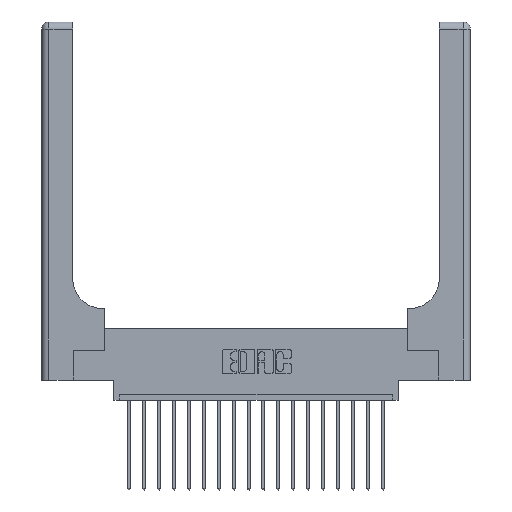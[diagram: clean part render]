
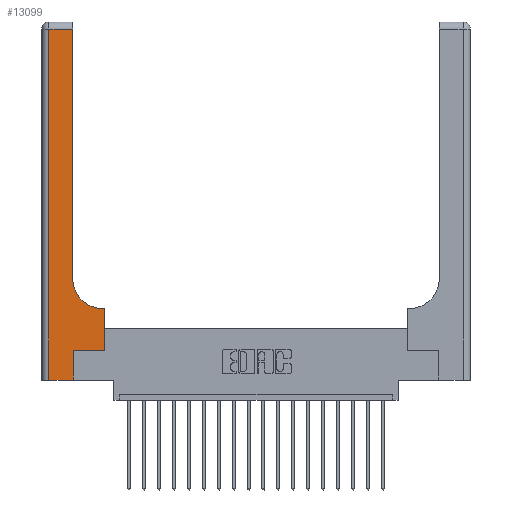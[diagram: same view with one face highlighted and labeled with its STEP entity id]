
A CAD part, top view. The second image highlights one B-rep face of the part: STEP entity #13099.
In plain terms, the highlighted planar face has unit normal (0, 0, 1).
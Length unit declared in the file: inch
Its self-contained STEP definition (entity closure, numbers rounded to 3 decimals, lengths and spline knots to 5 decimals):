
#206 = CARTESIAN_POINT ( 'NONE',  ( 0.265, 0.25, 0.37 ) ) ;
#229 = CARTESIAN_POINT ( 'NONE',  ( 0.528, 0.25, 0.37 ) ) ;
#361 = CARTESIAN_POINT ( 'NONE',  ( 0., 0., 0.37 ) ) ;
#454 = DIRECTION ( 'NONE',  ( -1., 0., 0. ) ) ;
#517 = CARTESIAN_POINT ( 'NONE',  ( 0.528, 0.25, 0.37 ) ) ;
#927 = EDGE_CURVE ( 'NONE', #5782, #4560, #12310, .T. ) ;
#1326 = CARTESIAN_POINT ( 'NONE',  ( 0.26, 0.85, 0.37 ) ) ;
#1525 = LINE ( 'NONE', #361, #18654 ) ;
#2532 = EDGE_CURVE ( 'NONE', #9725, #8016, #1525, .T. ) ;
#2594 = EDGE_CURVE ( 'NONE', #9891, #5782, #12957, .T. ) ;
#3254 = ORIENTED_EDGE ( 'NONE', *, *, #2594, .T. ) ;
#3370 = CARTESIAN_POINT ( 'NONE',  ( 0., 2.94, 0.37 ) ) ;
#3391 = DIRECTION ( 'NONE',  ( 1., 0., 0. ) ) ;
#3786 = ORIENTED_EDGE ( 'NONE', *, *, #927, .T. ) ;
#4072 = LINE ( 'NONE', #8837, #6471 ) ;
#4449 = DIRECTION ( 'NONE',  ( 0., 0., -1. ) ) ;
#4560 = VERTEX_POINT ( 'NONE', #1326 ) ;
#4702 = ORIENTED_EDGE ( 'NONE', *, *, #16253, .T. ) ;
#4711 = CARTESIAN_POINT ( 'NONE',  ( 0.51, 0.6, 0.37 ) ) ;
#5392 = VECTOR ( 'NONE', #6568, 39.37008 ) ;
#5560 = CARTESIAN_POINT ( 'NONE',  ( 0.06, 0., 0.37 ) ) ;
#5646 = VERTEX_POINT ( 'NONE', #14821 ) ;
#5782 = VERTEX_POINT ( 'NONE', #4711 ) ;
#6087 = CARTESIAN_POINT ( 'NONE',  ( 0.528, 0.6, 0.37 ) ) ;
#6401 = DIRECTION ( 'NONE',  ( 0., 0., -1. ) ) ;
#6471 = VECTOR ( 'NONE', #16575, 39.37008 ) ;
#6568 = DIRECTION ( 'NONE',  ( 0., -1., 0. ) ) ;
#6608 = VECTOR ( 'NONE', #454, 39.37008 ) ;
#6623 = DIRECTION ( 'NONE',  ( 1., 0., 0. ) ) ;
#6822 = LINE ( 'NONE', #517, #14411 ) ;
#6832 = CARTESIAN_POINT ( 'NONE',  ( 0.26, 0.6, 0.37 ) ) ;
#7084 = ORIENTED_EDGE ( 'NONE', *, *, #15939, .T. ) ;
#7110 = EDGE_CURVE ( 'NONE', #8016, #11437, #16598, .T. ) ;
#7315 = EDGE_LOOP ( 'NONE', ( #11034, #12259, #7084, #12184, #19007, #14944, #4702, #3254, #3786 ) ) ;
#7333 = EDGE_CURVE ( 'NONE', #12266, #5646, #19224, .T. ) ;
#7418 = LINE ( 'NONE', #13747, #16921 ) ;
#8016 = VERTEX_POINT ( 'NONE', #19111 ) ;
#8761 = CARTESIAN_POINT ( 'NONE',  ( 0.265, 0., 0.37 ) ) ;
#8837 = CARTESIAN_POINT ( 'NONE',  ( 0.265, 0.25, 0.37 ) ) ;
#9725 = VERTEX_POINT ( 'NONE', #5560 ) ;
#9891 = VERTEX_POINT ( 'NONE', #6087 ) ;
#9938 = VERTEX_POINT ( 'NONE', #229 ) ;
#10262 = EDGE_CURVE ( 'NONE', #4560, #12266, #7418, .T. ) ;
#10848 = EDGE_CURVE ( 'NONE', #11437, #9938, #4072, .T. ) ;
#10991 = DIRECTION ( 'NONE',  ( -1., 0., 0. ) ) ;
#11034 = ORIENTED_EDGE ( 'NONE', *, *, #10262, .T. ) ;
#11194 = CARTESIAN_POINT ( 'NONE',  ( 0.06, 3., 0.37 ) ) ;
#11437 = VERTEX_POINT ( 'NONE', #206 ) ;
#11451 = DIRECTION ( 'NONE',  ( -1., 0., 0. ) ) ;
#11504 = DIRECTION ( 'NONE',  ( 0., 1., 0. ) ) ;
#12184 = ORIENTED_EDGE ( 'NONE', *, *, #2532, .T. ) ;
#12259 = ORIENTED_EDGE ( 'NONE', *, *, #7333, .T. ) ;
#12266 = VERTEX_POINT ( 'NONE', #12945 ) ;
#12310 = CIRCLE ( 'NONE', #19429, 0.25 ) ;
#12545 = VECTOR ( 'NONE', #11504, 39.37008 ) ;
#12570 = CARTESIAN_POINT ( 'NONE',  ( 0.51, 0.85, 0.37 ) ) ;
#12945 = CARTESIAN_POINT ( 'NONE',  ( 0.26, 2.94, 0.37 ) ) ;
#12957 = LINE ( 'NONE', #6832, #14622 ) ;
#13099 = ADVANCED_FACE ( 'NONE', ( #18592 ), #15351, .F. ) ;
#13747 = CARTESIAN_POINT ( 'NONE',  ( 0.26, 3., 0.37 ) ) ;
#14411 = VECTOR ( 'NONE', #15698, 39.37008 ) ;
#14622 = VECTOR ( 'NONE', #11451, 39.37008 ) ;
#14821 = CARTESIAN_POINT ( 'NONE',  ( 0.06, 2.94, 0.37 ) ) ;
#14944 = ORIENTED_EDGE ( 'NONE', *, *, #10848, .T. ) ;
#15167 = CARTESIAN_POINT ( 'NONE',  ( 0., 3., 0.37 ) ) ;
#15351 = PLANE ( 'NONE',  #15985 ) ;
#15698 = DIRECTION ( 'NONE',  ( 0., 1., 0. ) ) ;
#15939 = EDGE_CURVE ( 'NONE', #5646, #9725, #17278, .T. ) ;
#15985 = AXIS2_PLACEMENT_3D ( 'NONE', #15167, #4449, #10991 ) ;
#16253 = EDGE_CURVE ( 'NONE', #9938, #9891, #6822, .T. ) ;
#16575 = DIRECTION ( 'NONE',  ( 1., 0., 0. ) ) ;
#16598 = LINE ( 'NONE', #8761, #12545 ) ;
#16921 = VECTOR ( 'NONE', #17035, 39.37008 ) ;
#17035 = DIRECTION ( 'NONE',  ( 0., 1., 0. ) ) ;
#17278 = LINE ( 'NONE', #11194, #5392 ) ;
#18592 = FACE_OUTER_BOUND ( 'NONE', #7315, .T. ) ;
#18654 = VECTOR ( 'NONE', #6623, 39.37008 ) ;
#19007 = ORIENTED_EDGE ( 'NONE', *, *, #7110, .T. ) ;
#19111 = CARTESIAN_POINT ( 'NONE',  ( 0.265, 0., 0.37 ) ) ;
#19224 = LINE ( 'NONE', #3370, #6608 ) ;
#19429 = AXIS2_PLACEMENT_3D ( 'NONE', #12570, #6401, #3391 ) ;
